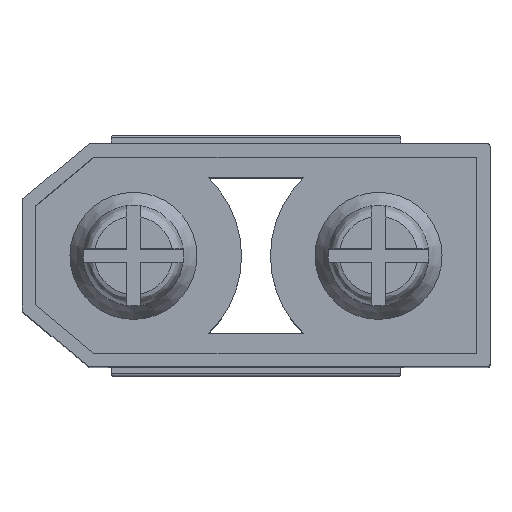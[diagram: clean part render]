
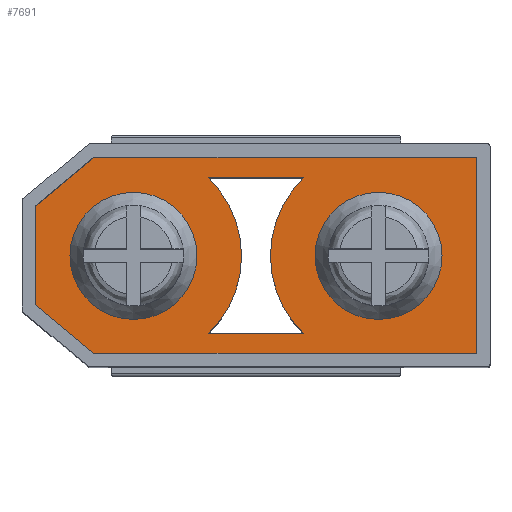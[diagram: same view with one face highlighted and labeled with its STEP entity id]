
A CAD part, top view. The second image highlights one B-rep face of the part: STEP entity #7691.
In plain terms, the highlighted planar face has unit normal (0, 0, 1).
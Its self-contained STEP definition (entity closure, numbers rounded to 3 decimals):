
#434=PLANE('',#8212);
#667=FACE_BOUND('',#1205,.T.);
#668=FACE_BOUND('',#1206,.T.);
#669=FACE_BOUND('',#1207,.T.);
#700=FACE_OUTER_BOUND('',#1204,.T.);
#1204=EDGE_LOOP('',(#5456,#5457,#5458,#5459,#5460,#5461));
#1205=EDGE_LOOP('',(#5462));
#1206=EDGE_LOOP('',(#5463));
#1207=EDGE_LOOP('',(#5464,#5465,#5466,#5467));
#1872=LINE('',#11793,#2622);
#1875=LINE('',#11798,#2625);
#1877=LINE('',#11802,#2627);
#1879=LINE('',#11806,#2629);
#1881=LINE('',#11810,#2631);
#1883=LINE('',#11813,#2633);
#1884=LINE('',#11819,#2634);
#1885=LINE('',#11822,#2635);
#2622=VECTOR('',#9096,1000.);
#2625=VECTOR('',#9101,1000.);
#2627=VECTOR('',#9105,1000.);
#2629=VECTOR('',#9109,1000.);
#2631=VECTOR('',#9113,1000.);
#2633=VECTOR('',#9117,1000.);
#2634=VECTOR('',#9122,1000.);
#2635=VECTOR('',#9125,1000.);
#3174=CIRCLE('',#8166,2.85);
#3176=CIRCLE('',#8169,2.85);
#3200=CIRCLE('',#8213,4.85);
#3201=CIRCLE('',#8214,4.85);
#3286=VERTEX_POINT('',#10860);
#3288=VERTEX_POINT('',#10866);
#3522=VERTEX_POINT('',#11791);
#3523=VERTEX_POINT('',#11792);
#3524=VERTEX_POINT('',#11797);
#3525=VERTEX_POINT('',#11801);
#3526=VERTEX_POINT('',#11805);
#3527=VERTEX_POINT('',#11809);
#3528=VERTEX_POINT('',#11815);
#3529=VERTEX_POINT('',#11816);
#3530=VERTEX_POINT('',#11818);
#3531=VERTEX_POINT('',#11820);
#4004=EDGE_CURVE('',#3286,#3286,#3174,.T.);
#4007=EDGE_CURVE('',#3288,#3288,#3176,.T.);
#4252=EDGE_CURVE('',#3522,#3523,#1872,.T.);
#4255=EDGE_CURVE('',#3523,#3524,#1875,.T.);
#4257=EDGE_CURVE('',#3524,#3525,#1877,.T.);
#4259=EDGE_CURVE('',#3525,#3526,#1879,.T.);
#4261=EDGE_CURVE('',#3526,#3527,#1881,.T.);
#4263=EDGE_CURVE('',#3527,#3522,#1883,.T.);
#4264=EDGE_CURVE('',#3528,#3529,#3200,.T.);
#4265=EDGE_CURVE('',#3530,#3528,#1884,.T.);
#4266=EDGE_CURVE('',#3531,#3530,#3201,.T.);
#4267=EDGE_CURVE('',#3529,#3531,#1885,.T.);
#5456=ORIENTED_EDGE('',*,*,#4261,.T.);
#5457=ORIENTED_EDGE('',*,*,#4263,.T.);
#5458=ORIENTED_EDGE('',*,*,#4252,.T.);
#5459=ORIENTED_EDGE('',*,*,#4255,.T.);
#5460=ORIENTED_EDGE('',*,*,#4257,.T.);
#5461=ORIENTED_EDGE('',*,*,#4259,.T.);
#5462=ORIENTED_EDGE('',*,*,#4004,.F.);
#5463=ORIENTED_EDGE('',*,*,#4007,.F.);
#5464=ORIENTED_EDGE('',*,*,#4264,.F.);
#5465=ORIENTED_EDGE('',*,*,#4265,.F.);
#5466=ORIENTED_EDGE('',*,*,#4266,.F.);
#5467=ORIENTED_EDGE('',*,*,#4267,.F.);
#7691=ADVANCED_FACE('',(#700,#667,#668,#669),#434,.T.);
#8166=AXIS2_PLACEMENT_3D('',#10861,#8816,#8817);
#8169=AXIS2_PLACEMENT_3D('',#10867,#8823,#8824);
#8212=AXIS2_PLACEMENT_3D('',#11814,#9118,#9119);
#8213=AXIS2_PLACEMENT_3D('',#11817,#9120,#9121);
#8214=AXIS2_PLACEMENT_3D('',#11821,#9123,#9124);
#8816=DIRECTION('center_axis',(0.,0.,1.));
#8817=DIRECTION('ref_axis',(0.,1.,0.));
#8823=DIRECTION('center_axis',(0.,0.,1.));
#8824=DIRECTION('ref_axis',(0.,1.,0.));
#9096=DIRECTION('',(1.,0.,0.));
#9101=DIRECTION('',(0.,1.,0.));
#9105=DIRECTION('',(-1.,0.,0.));
#9109=DIRECTION('',(-0.768,-0.64,0.));
#9113=DIRECTION('',(0.,-1.,0.));
#9117=DIRECTION('',(0.768,-0.64,0.));
#9118=DIRECTION('center_axis',(0.,0.,1.));
#9119=DIRECTION('ref_axis',(0.,1.,0.));
#9120=DIRECTION('center_axis',(0.,0.,-1.));
#9121=DIRECTION('ref_axis',(0.,1.,0.));
#9122=DIRECTION('',(1.,0.,0.));
#9123=DIRECTION('center_axis',(0.,0.,-1.));
#9124=DIRECTION('ref_axis',(0.,1.,0.));
#9125=DIRECTION('',(-1.,0.,0.));
#10860=CARTESIAN_POINT('',(11.,2.85,7.));
#10861=CARTESIAN_POINT('Origin',(11.,0.,7.));
#10866=CARTESIAN_POINT('',(0.,2.85,7.));
#10867=CARTESIAN_POINT('Origin',(0.,0.,7.));
#11791=CARTESIAN_POINT('',(-1.783,-4.4,7.));
#11792=CARTESIAN_POINT('',(15.4,-4.4,7.));
#11793=CARTESIAN_POINT('',(15.4,-4.4,7.));
#11797=CARTESIAN_POINT('',(15.4,4.4,7.));
#11798=CARTESIAN_POINT('',(15.4,-4.4,7.));
#11801=CARTESIAN_POINT('',(-1.783,4.4,7.));
#11802=CARTESIAN_POINT('',(15.4,4.4,7.));
#11805=CARTESIAN_POINT('',(-4.4,2.219,7.));
#11806=CARTESIAN_POINT('',(-1.783,4.4,7.));
#11809=CARTESIAN_POINT('',(-4.4,-2.219,7.));
#11810=CARTESIAN_POINT('',(-4.4,-2.219,7.));
#11813=CARTESIAN_POINT('',(-1.783,-4.4,7.));
#11814=CARTESIAN_POINT('Origin',(5.5,0.,7.));
#11815=CARTESIAN_POINT('',(7.643,-3.5,7.));
#11816=CARTESIAN_POINT('',(7.643,3.5,7.));
#11817=CARTESIAN_POINT('Origin',(11.,0.,7.));
#11818=CARTESIAN_POINT('',(3.357,-3.5,7.));
#11819=CARTESIAN_POINT('',(5.5,-3.5,7.));
#11820=CARTESIAN_POINT('',(3.357,3.5,7.));
#11821=CARTESIAN_POINT('Origin',(0.,0.,7.));
#11822=CARTESIAN_POINT('',(5.5,3.5,7.));
